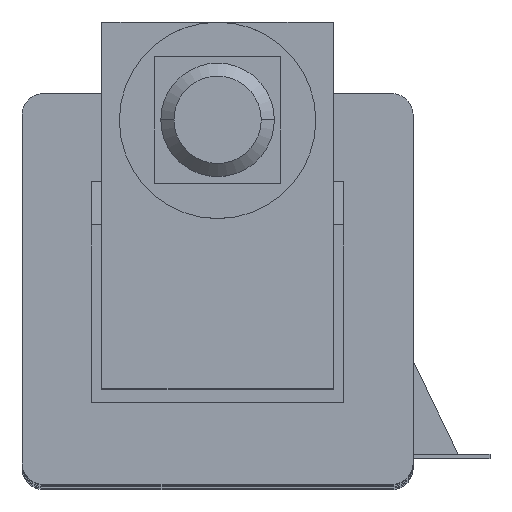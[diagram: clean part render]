
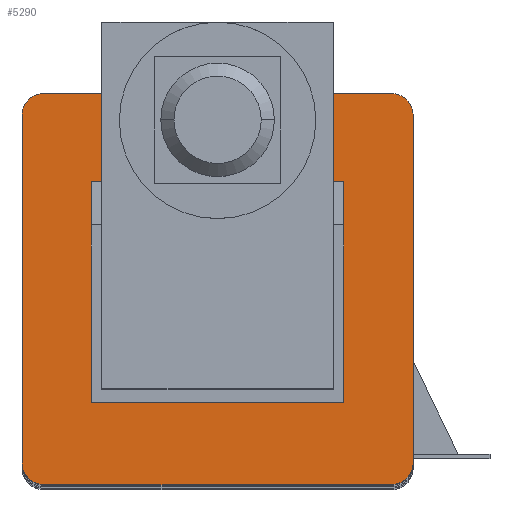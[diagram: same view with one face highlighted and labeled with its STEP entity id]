
A CAD part, top view. The second image highlights one B-rep face of the part: STEP entity #5290.
In plain terms, the highlighted planar face has unit normal (0, 0, 1).
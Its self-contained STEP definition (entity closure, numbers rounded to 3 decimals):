
#10 = ORIENTED_EDGE ( 'NONE', *, *, #1071, .T. ) ;
#32 = LINE ( 'NONE', #3872, #5530 ) ;
#34 = EDGE_CURVE ( 'Defeatured_0_0+Defeatured_0_109+Defeatured_0_110+Defeatured_0_108', #1124, #2684, #4610, .T. ) ;
#62 = CARTESIAN_POINT ( 'NONE',  ( 289., 245., 6845. ) ) ;
#69 = VERTEX_POINT ( 'NONE', #193 ) ;
#91 = EDGE_LOOP ( 'NONE', ( #1322, #3408, #2523, #5476, #1740, #3323, #599, #5321 ) ) ;
#96 = CARTESIAN_POINT ( 'NONE',  ( 448., 398., 6845. ) ) ;
#139 = FACE_OUTER_BOUND ( 'NONE', #91, .T. ) ;
#172 = CIRCLE ( 'NONE', #3965, 50. ) ;
#193 = CARTESIAN_POINT ( 'NONE',  ( -398., -448., 6845. ) ) ;
#240 = DIRECTION ( 'NONE',  ( 0., 0., 1. ) ) ;
#349 = DIRECTION ( 'NONE',  ( 0., -1., 0. ) ) ;
#403 = DIRECTION ( 'NONE',  ( 0., 0., 1. ) ) ;
#475 = DIRECTION ( 'NONE',  ( 1., 0., 0. ) ) ;
#531 = DIRECTION ( 'NONE',  ( 0., 0., 1. ) ) ;
#599 = ORIENTED_EDGE ( 'NONE', *, *, #2850, .T. ) ;
#618 = FACE_BOUND ( 'NONE', #1602, .T. ) ;
#764 = ORIENTED_EDGE ( 'NONE', *, *, #5145, .F. ) ;
#799 = DIRECTION ( 'NONE',  ( 0., 1., 0. ) ) ;
#807 = CARTESIAN_POINT ( 'NONE',  ( -448., 398., 6845. ) ) ;
#818 = PLANE ( 'NONE',  #3722 ) ;
#879 = DIRECTION ( 'NONE',  ( 1., 0., 0. ) ) ;
#951 = DIRECTION ( 'NONE',  ( 0., 1., 0. ) ) ;
#965 = DIRECTION ( 'NONE',  ( -1., 0., 0. ) ) ;
#992 = VERTEX_POINT ( 'NONE', #3100 ) ;
#1040 = LINE ( 'NONE', #5186, #1909 ) ;
#1071 = EDGE_CURVE ( 'Defeatured_0_0+Defeatured_0_146+Defeatured_0_144+Defeatured_0_141', #992, #5004, #2744, .T. ) ;
#1085 = VECTOR ( 'NONE', #951, 1000. ) ;
#1124 = VERTEX_POINT ( 'NONE', #96 ) ;
#1322 = ORIENTED_EDGE ( 'NONE', *, *, #2223, .T. ) ;
#1365 = CARTESIAN_POINT ( 'NONE',  ( -289., 245., 6845. ) ) ;
#1367 = VERTEX_POINT ( 'NONE', #2432 ) ;
#1472 = VECTOR ( 'NONE', #5032, 1000. ) ;
#1476 = DIRECTION ( 'NONE',  ( 1., 0., 0. ) ) ;
#1511 = CARTESIAN_POINT ( 'NONE',  ( 289., 245., 6845. ) ) ;
#1540 = VECTOR ( 'NONE', #799, 1000. ) ;
#1602 = EDGE_LOOP ( 'NONE', ( #2706, #10, #764, #2477 ) ) ;
#1610 = LINE ( 'NONE', #62, #1085 ) ;
#1697 = CARTESIAN_POINT ( 'NONE',  ( -398., -398., 6845. ) ) ;
#1731 = DIRECTION ( 'NONE',  ( 1., 0., 0. ) ) ;
#1740 = ORIENTED_EDGE ( 'NONE', *, *, #34, .T. ) ;
#1868 = AXIS2_PLACEMENT_3D ( 'NONE', #3109, #531, #475 ) ;
#1909 = VECTOR ( 'NONE', #3957, 1000. ) ;
#2007 = CARTESIAN_POINT ( 'NONE',  ( 289., -260., 6845. ) ) ;
#2062 = VECTOR ( 'NONE', #2188, 1000. ) ;
#2080 = CARTESIAN_POINT ( 'NONE',  ( 398., 448., 6845. ) ) ;
#2128 = CARTESIAN_POINT ( 'NONE',  ( -448., -398., 6845. ) ) ;
#2188 = DIRECTION ( 'NONE',  ( 0., 1., 0. ) ) ;
#2223 = EDGE_CURVE ( 'Defeatured_0_0+Defeatured_0_105+Defeatured_0_106+Defeatured_0_112', #5291, #69, #2799, .T. ) ;
#2254 = LINE ( 'NONE', #2007, #4713 ) ;
#2432 = CARTESIAN_POINT ( 'NONE',  ( 398., -448., 6845. ) ) ;
#2476 = DIRECTION ( 'NONE',  ( -1., 0., 0. ) ) ;
#2477 = ORIENTED_EDGE ( 'NONE', *, *, #4892, .F. ) ;
#2523 = ORIENTED_EDGE ( 'NONE', *, *, #2833, .T. ) ;
#2585 = AXIS2_PLACEMENT_3D ( 'NONE', #2797, #240, #1476 ) ;
#2600 = CARTESIAN_POINT ( 'NONE',  ( -398., 448., 6845. ) ) ;
#2684 = VERTEX_POINT ( 'NONE', #2080 ) ;
#2706 = ORIENTED_EDGE ( 'NONE', *, *, #2921, .T. ) ;
#2744 = LINE ( 'NONE', #1365, #2062 ) ;
#2752 = VERTEX_POINT ( 'NONE', #4732 ) ;
#2774 = LINE ( 'NONE', #1511, #1472 ) ;
#2778 = CARTESIAN_POINT ( 'NONE',  ( 289., 245., 6845. ) ) ;
#2797 = CARTESIAN_POINT ( 'NONE',  ( 398., 398., 6845. ) ) ;
#2799 = CIRCLE ( 'NONE', #2966, 50. ) ;
#2833 = EDGE_CURVE ( 'Defeatured_0_0+Defeatured_0_111+Defeatured_0_112+Defeatured_0_110', #1367, #4981, #3772, .T. ) ;
#2850 = EDGE_CURVE ( 'Defeatured_0_0+Defeatured_0_107+Defeatured_0_108+Defeatured_0_106', #3686, #4641, #172, .T. ) ;
#2921 = EDGE_CURVE ( 'Defeatured_0_0+Defeatured_0_144+Defeatured_0_145+Defeatured_0_146', #2752, #992, #2254, .T. ) ;
#2932 = CARTESIAN_POINT ( 'NONE',  ( 448., -398., 6845. ) ) ;
#2966 = AXIS2_PLACEMENT_3D ( 'NONE', #1697, #4792, #879 ) ;
#3002 = DIRECTION ( 'NONE',  ( 1., 0., 0. ) ) ;
#3100 = CARTESIAN_POINT ( 'NONE',  ( -289., -260., 6845. ) ) ;
#3109 = CARTESIAN_POINT ( 'NONE',  ( 398., -398., 6845. ) ) ;
#3122 = LINE ( 'NONE', #4838, #5437 ) ;
#3308 = EDGE_CURVE ( 'Defeatured_0_0+Defeatured_0_112+Defeatured_0_105+Defeatured_0_111', #69, #1367, #1040, .T. ) ;
#3323 = ORIENTED_EDGE ( 'NONE', *, *, #4858, .T. ) ;
#3404 = EDGE_CURVE ( 'Defeatured_0_0+Defeatured_0_106+Defeatured_0_107+Defeatured_0_105', #4641, #5291, #32, .T. ) ;
#3408 = ORIENTED_EDGE ( 'NONE', *, *, #3308, .T. ) ;
#3686 = VERTEX_POINT ( 'NONE', #2600 ) ;
#3722 = AXIS2_PLACEMENT_3D ( 'NONE', #4685, #403, #3002 ) ;
#3772 = CIRCLE ( 'NONE', #1868, 50. ) ;
#3872 = CARTESIAN_POINT ( 'NONE',  ( -448., 398., 6845. ) ) ;
#3924 = CARTESIAN_POINT ( 'NONE',  ( -398., 398., 6845. ) ) ;
#3957 = DIRECTION ( 'NONE',  ( 1., 0., 0. ) ) ;
#3965 = AXIS2_PLACEMENT_3D ( 'NONE', #3924, #4354, #1731 ) ;
#4015 = LINE ( 'NONE', #2932, #1540 ) ;
#4123 = CARTESIAN_POINT ( 'NONE',  ( 448., -398., 6845. ) ) ;
#4354 = DIRECTION ( 'NONE',  ( 0., 0., 1. ) ) ;
#4610 = CIRCLE ( 'NONE', #2585, 50. ) ;
#4641 = VERTEX_POINT ( 'NONE', #807 ) ;
#4685 = CARTESIAN_POINT ( 'NONE',  ( 0., 0., 6845. ) ) ;
#4713 = VECTOR ( 'NONE', #2476, 1000. ) ;
#4732 = CARTESIAN_POINT ( 'NONE',  ( 289., -260., 6845. ) ) ;
#4792 = DIRECTION ( 'NONE',  ( 0., 0., 1. ) ) ;
#4838 = CARTESIAN_POINT ( 'NONE',  ( 398., 448., 6845. ) ) ;
#4858 = EDGE_CURVE ( 'Defeatured_0_0+Defeatured_0_108+Defeatured_0_109+Defeatured_0_107', #2684, #3686, #3122, .T. ) ;
#4892 = EDGE_CURVE ( 'Defeatured_0_145+Defeatured_0_0+Defeatured_0_144+Defeatured_0_141', #2752, #5031, #1610, .T. ) ;
#4923 = CARTESIAN_POINT ( 'NONE',  ( -289., 245., 6845. ) ) ;
#4981 = VERTEX_POINT ( 'NONE', #4123 ) ;
#5004 = VERTEX_POINT ( 'NONE', #4923 ) ;
#5031 = VERTEX_POINT ( 'NONE', #2778 ) ;
#5032 = DIRECTION ( 'NONE',  ( -1., 0., 0. ) ) ;
#5145 = EDGE_CURVE ( 'Defeatured_0_141+Defeatured_0_0+Defeatured_0_145+Defeatured_0_146', #5031, #5004, #2774, .T. ) ;
#5186 = CARTESIAN_POINT ( 'NONE',  ( -398., -448., 6845. ) ) ;
#5263 = EDGE_CURVE ( 'Defeatured_0_0+Defeatured_0_110+Defeatured_0_111+Defeatured_0_109', #4981, #1124, #4015, .T. ) ;
#5290 = ADVANCED_FACE ( 'Defeatured_0_0', ( #139, #618 ), #818, .T. ) ;
#5291 = VERTEX_POINT ( 'NONE', #2128 ) ;
#5321 = ORIENTED_EDGE ( 'NONE', *, *, #3404, .T. ) ;
#5437 = VECTOR ( 'NONE', #965, 1000. ) ;
#5476 = ORIENTED_EDGE ( 'NONE', *, *, #5263, .T. ) ;
#5530 = VECTOR ( 'NONE', #349, 1000. ) ;
